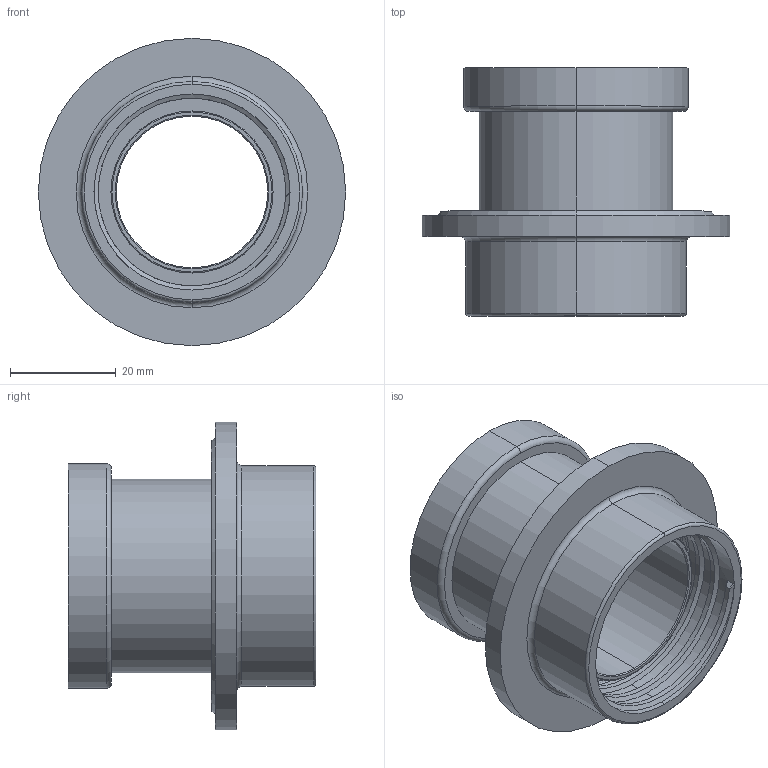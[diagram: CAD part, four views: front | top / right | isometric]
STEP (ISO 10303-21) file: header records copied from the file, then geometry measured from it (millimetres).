
FILE_DESCRIPTION (( 'STEP AP203' ), '1' );
FILE_NAME ('Bouchon_V7.STEP', '2019-08-23T10:40:43', ( '' ), ( '' ), 'SwSTEP 2.0', 'SolidWorks 2019', '' );
FILE_SCHEMA (( 'CONFIG_CONTROL_DESIGN' ));
Length unit declared in the file: millimetre
Products named in the file (1): Bouchon_V7
Bounding box: 58 x 46.8 x 58 mm (x, y, z)
Volume: 28430.2 mm3; surface area: 16490.6 mm2
Topology: 1 solids, 1 shells, 57 faces, 131 edges, 83 vertices
Faces by surface type: cylinder 19, torus 13, bspline 12, plane 9, cone 4
Entity records: 3678 total; most frequent: CARTESIAN_POINT 2408, ORIENTED_EDGE 262, DIRECTION 239, EDGE_CURVE 131, AXIS2_PLACEMENT_3D 108, VERTEX_POINT 83, EDGE_LOOP 66, CIRCLE 62
